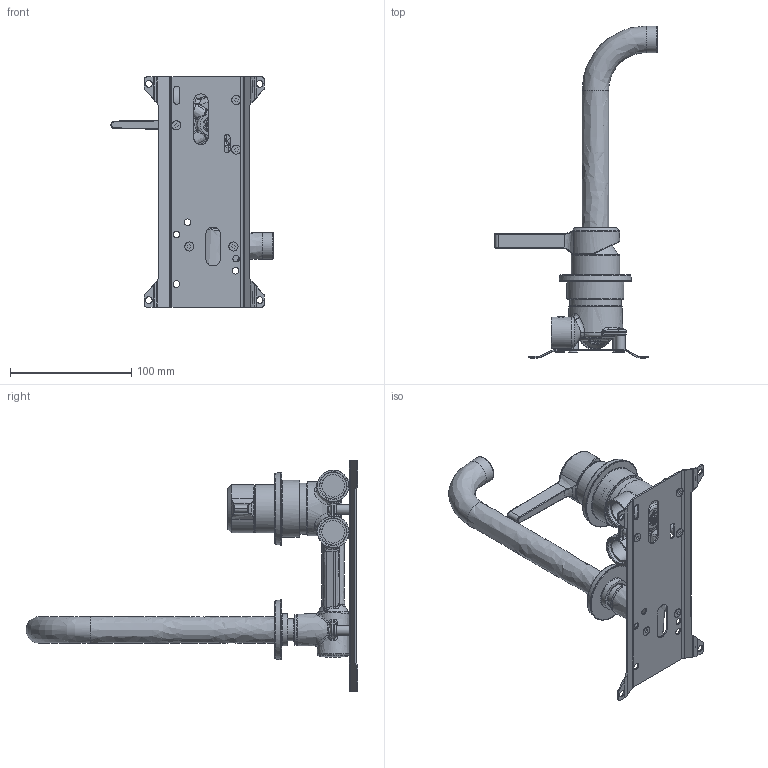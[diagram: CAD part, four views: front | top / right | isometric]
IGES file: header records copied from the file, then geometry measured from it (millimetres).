
Global section: file name: T2020-2CTR; native system: Autodesk Inventor 2020; preprocessor: unknown; author: camerond; date: 20221206.155040; units: millimetre
Bounding box: 134 x 274 x 190 mm (x, y, z)
Volume: 263024 mm3; surface area: 154851.4 mm2
Topology: 39 solids, 39 shells, 3759 faces, 9494 edges, 5939 vertices
Faces by surface type: bspline 3759
